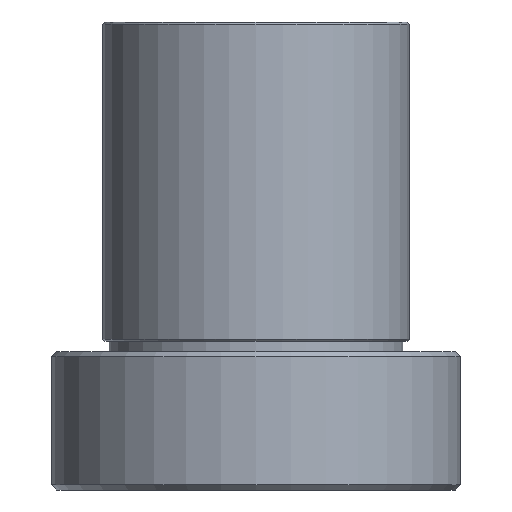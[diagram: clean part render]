
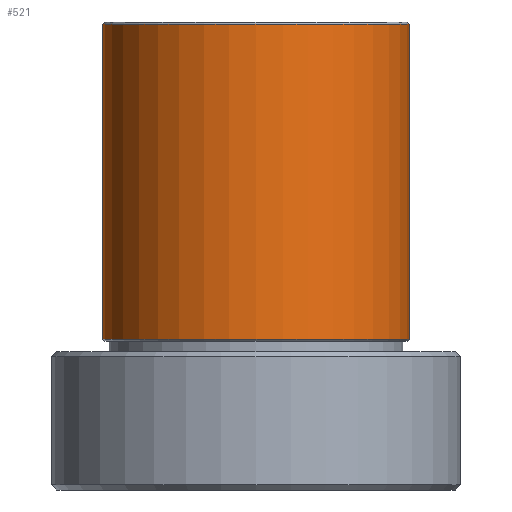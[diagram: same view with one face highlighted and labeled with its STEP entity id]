
A CAD part, front view. The second image highlights one B-rep face of the part: STEP entity #521.
In plain terms, the highlighted cylindrical face has radius 15 mm (diameter 30 mm), a full revolution.
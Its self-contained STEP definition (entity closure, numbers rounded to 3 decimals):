
#215=CYLINDRICAL_SURFACE('',#1693,15.);
#375=FACE_BOUND('',#724,.T.);
#376=FACE_BOUND('',#725,.T.);
#521=ADVANCED_FACE('',(#375,#376),#215,.T.);
#724=EDGE_LOOP('',(#993));
#725=EDGE_LOOP('',(#994));
#993=ORIENTED_EDGE('',*,*,#1372,.T.);
#994=ORIENTED_EDGE('',*,*,#1373,.T.);
#1225=VERTEX_POINT('',#2573);
#1226=VERTEX_POINT('',#2575);
#1372=EDGE_CURVE('',#1225,#1225,#1504,.T.);
#1373=EDGE_CURVE('',#1226,#1226,#1505,.T.);
#1504=CIRCLE('',#1691,15.);
#1505=CIRCLE('',#1692,15.);
#1691=AXIS2_PLACEMENT_3D('',#2572,#2107,#2108);
#1692=AXIS2_PLACEMENT_3D('',#2574,#2109,#2110);
#1693=AXIS2_PLACEMENT_3D('',#2576,#2111,#2112);
#2107=DIRECTION('',(0.,0.,1.));
#2108=DIRECTION('',(1.,0.,0.));
#2109=DIRECTION('',(0.,0.,-1.));
#2110=DIRECTION('',(-1.,0.,0.));
#2111=DIRECTION('',(0.,0.,-1.));
#2112=DIRECTION('',(-1.,0.,0.));
#2572=CARTESIAN_POINT('',(0.,0.,13.754));
#2573=CARTESIAN_POINT('',(15.,0.,13.754));
#2574=CARTESIAN_POINT('',(0.,0.,44.654));
#2575=CARTESIAN_POINT('',(-15.,0.,44.654));
#2576=CARTESIAN_POINT('',(0.,0.,0.));
